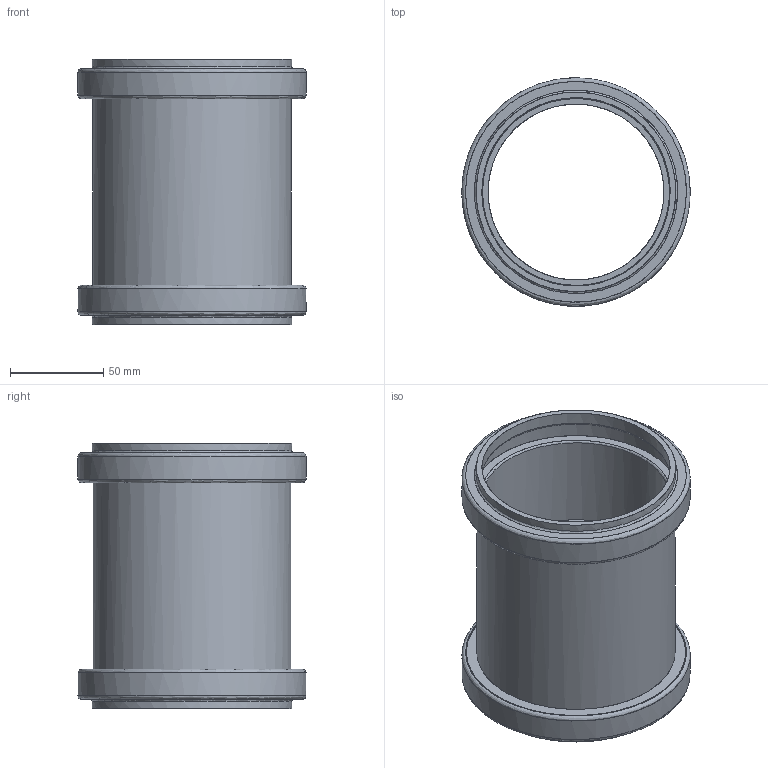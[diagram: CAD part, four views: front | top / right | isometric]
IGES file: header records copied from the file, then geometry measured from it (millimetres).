
Global section: file name: 0631055_M100 CB.igs; native system: NX V4.0; preprocessor: UGS NX IGES V4.0; date: 20090715.120719; units: millimetre
Bounding box: 122.4 x 122.39 x 142.4 mm (x, y, z)
Surface area: 142112 mm2 (no closed solid volume)
Topology: 0 solids, 0 shells, 78 faces, 1230 edges, 1160 vertices
Faces by surface type: bspline 78
